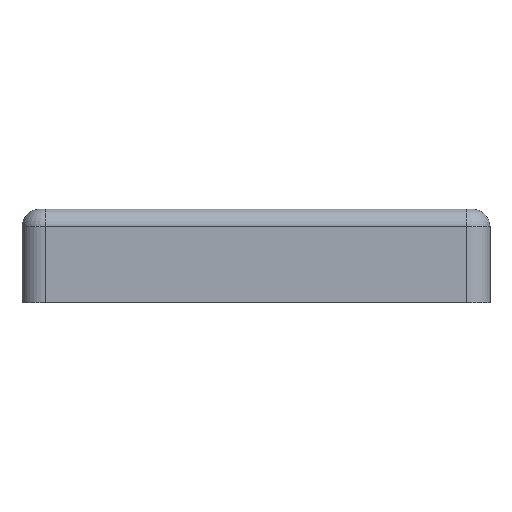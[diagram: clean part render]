
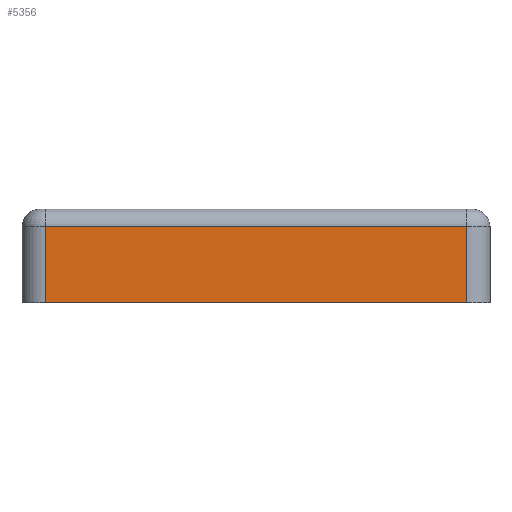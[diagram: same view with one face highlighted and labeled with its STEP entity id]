
A CAD part, left-side view. The second image highlights one B-rep face of the part: STEP entity #5356.
In plain terms, the highlighted planar face has unit normal (-1, 0, 0).
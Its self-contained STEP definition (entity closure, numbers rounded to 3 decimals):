
#157 = VERTEX_POINT ( 'NONE', #346 ) ;
#203 = LINE ( 'NONE', #749, #1691 ) ;
#346 = CARTESIAN_POINT ( 'NONE',  ( -40., -36., 0. ) ) ;
#362 = EDGE_CURVE ( 'NONE', #685, #7091, #4729, .T. ) ;
#380 = VECTOR ( 'NONE', #7043, 1000. ) ;
#530 = DIRECTION ( 'NONE',  ( 0., -1., 0. ) ) ;
#685 = VERTEX_POINT ( 'NONE', #3593 ) ;
#749 = CARTESIAN_POINT ( 'NONE',  ( -40., -36., 16. ) ) ;
#1108 = EDGE_CURVE ( 'NONE', #3305, #685, #5973, .T. ) ;
#1217 = DIRECTION ( 'NONE',  ( 0., 0., 1. ) ) ;
#1542 = VECTOR ( 'NONE', #530, 1000. ) ;
#1691 = VECTOR ( 'NONE', #1217, 1000. ) ;
#2212 = CARTESIAN_POINT ( 'NONE',  ( -40., -40., 0. ) ) ;
#2249 = EDGE_CURVE ( 'NONE', #157, #3305, #203, .T. ) ;
#2361 = CARTESIAN_POINT ( 'NONE',  ( -40., 36., 13. ) ) ;
#2418 = DIRECTION ( 'NONE',  ( 1., 0., 0. ) ) ;
#2424 = DIRECTION ( 'NONE',  ( 0., 1., 0. ) ) ;
#2853 = EDGE_LOOP ( 'NONE', ( #2988, #5267, #6432, #4918 ) ) ;
#2988 = ORIENTED_EDGE ( 'NONE', *, *, #2249, .T. ) ;
#3305 = VERTEX_POINT ( 'NONE', #6298 ) ;
#3593 = CARTESIAN_POINT ( 'NONE',  ( -40., 36., 13. ) ) ;
#4563 = LINE ( 'NONE', #2212, #1542 ) ;
#4729 = LINE ( 'NONE', #7177, #380 ) ;
#4918 = ORIENTED_EDGE ( 'NONE', *, *, #6597, .T. ) ;
#5267 = ORIENTED_EDGE ( 'NONE', *, *, #1108, .T. ) ;
#5356 = ADVANCED_FACE ( 'NONE', ( #6457 ), #6316, .F. ) ;
#5792 = VECTOR ( 'NONE', #2424, 1000. ) ;
#5973 = LINE ( 'NONE', #2361, #5792 ) ;
#6298 = CARTESIAN_POINT ( 'NONE',  ( -40., -36., 13. ) ) ;
#6316 = PLANE ( 'NONE',  #6500 ) ;
#6386 = DIRECTION ( 'NONE',  ( 0., 0., -1. ) ) ;
#6432 = ORIENTED_EDGE ( 'NONE', *, *, #362, .T. ) ;
#6457 = FACE_OUTER_BOUND ( 'NONE', #2853, .T. ) ;
#6500 = AXIS2_PLACEMENT_3D ( 'NONE', #6941, #2418, #6386 ) ;
#6597 = EDGE_CURVE ( 'NONE', #7091, #157, #4563, .T. ) ;
#6941 = CARTESIAN_POINT ( 'NONE',  ( -40., -40., 16. ) ) ;
#7043 = DIRECTION ( 'NONE',  ( 0., 0., -1. ) ) ;
#7091 = VERTEX_POINT ( 'NONE', #7123 ) ;
#7123 = CARTESIAN_POINT ( 'NONE',  ( -40., 36., 0. ) ) ;
#7177 = CARTESIAN_POINT ( 'NONE',  ( -40., 36., 16. ) ) ;
